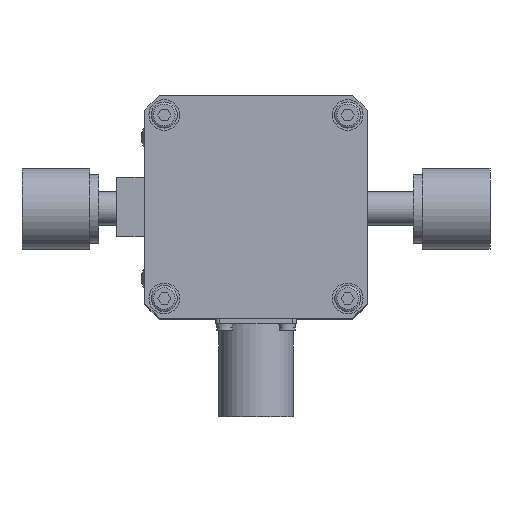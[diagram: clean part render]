
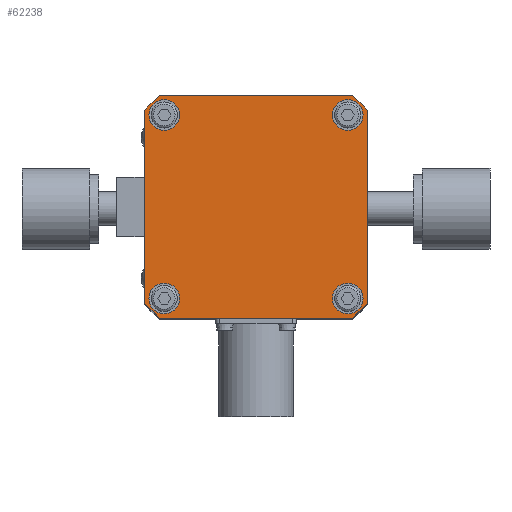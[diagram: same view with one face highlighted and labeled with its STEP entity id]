
A CAD part, top view. The second image highlights one B-rep face of the part: STEP entity #62238.
In plain terms, the highlighted planar face has unit normal (0, 0, 1).
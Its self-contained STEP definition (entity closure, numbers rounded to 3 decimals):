
#61848=CARTESIAN_POINT('',(28.825,-24.7,305.003));
#61849=VERTEX_POINT('',#61848);
#61856=CARTESIAN_POINT('',(24.7,-24.7,305.003));
#61857=DIRECTION('',(0.,0.,-1.));
#61858=DIRECTION('',(1.,0.,0.));
#61859=AXIS2_PLACEMENT_3D('',#61856,#61857,#61858);
#61860=CIRCLE('',#61859,4.125);
#61861=EDGE_CURVE('',#61849,#61849,#61860,.T.);
#61918=CARTESIAN_POINT('',(28.825,24.7,305.003));
#61919=VERTEX_POINT('',#61918);
#61926=CARTESIAN_POINT('',(24.7,24.7,305.003));
#61927=DIRECTION('',(0.,0.,-1.));
#61928=DIRECTION('',(1.,0.,0.));
#61929=AXIS2_PLACEMENT_3D('',#61926,#61927,#61928);
#61930=CIRCLE('',#61929,4.125);
#61931=EDGE_CURVE('',#61919,#61919,#61930,.T.);
#61988=CARTESIAN_POINT('',(-20.575,24.7,305.003));
#61989=VERTEX_POINT('',#61988);
#61996=CARTESIAN_POINT('',(-24.7,24.7,305.003));
#61997=DIRECTION('',(0.,0.,-1.));
#61998=DIRECTION('',(1.,0.,0.));
#61999=AXIS2_PLACEMENT_3D('',#61996,#61997,#61998);
#62000=CIRCLE('',#61999,4.125);
#62001=EDGE_CURVE('',#61989,#61989,#62000,.T.);
#62058=CARTESIAN_POINT('',(-20.575,-24.7,305.003));
#62059=VERTEX_POINT('',#62058);
#62066=CARTESIAN_POINT('',(-24.7,-24.7,305.003));
#62067=DIRECTION('',(0.,0.,-1.));
#62068=DIRECTION('',(1.,0.,0.));
#62069=AXIS2_PLACEMENT_3D('',#62066,#62067,#62068);
#62070=CIRCLE('',#62069,4.125);
#62071=EDGE_CURVE('',#62059,#62059,#62070,.T.);
#62100=CARTESIAN_POINT('',(-26.,30.,305.003));
#62101=VERTEX_POINT('',#62100);
#62108=CARTESIAN_POINT('',(26.,30.,305.003));
#62109=VERTEX_POINT('',#62108);
#62110=CARTESIAN_POINT('',(14.,30.,305.003));
#62111=DIRECTION('',(1.,0.,0.));
#62112=VECTOR('',#62111,1.);
#62113=LINE('',#62110,#62112);
#62114=EDGE_CURVE('',#62101,#62109,#62113,.T.);
#62131=CARTESIAN_POINT('',(-30.,26.,305.003));
#62132=VERTEX_POINT('',#62131);
#62139=CARTESIAN_POINT('',(-28.,28.,305.003));
#62140=DIRECTION('',(0.707,0.707,0.));
#62141=VECTOR('',#62140,1.);
#62142=LINE('',#62139,#62141);
#62143=EDGE_CURVE('',#62132,#62101,#62142,.T.);
#62155=CARTESIAN_POINT('',(-30.,-26.,305.003));
#62156=VERTEX_POINT('',#62155);
#62163=CARTESIAN_POINT('',(-30.,-14.,305.003));
#62164=DIRECTION('',(0.,1.,0.));
#62165=VECTOR('',#62164,1.);
#62166=LINE('',#62163,#62165);
#62167=EDGE_CURVE('',#62156,#62132,#62166,.T.);
#62178=CARTESIAN_POINT('',(26.,-30.,305.003));
#62179=VERTEX_POINT('',#62178);
#62180=CARTESIAN_POINT('',(-26.,-30.,305.003));
#62181=VERTEX_POINT('',#62180);
#62182=CARTESIAN_POINT('',(14.,-30.,305.003));
#62183=DIRECTION('',(-1.,0.,0.));
#62184=VECTOR('',#62183,1.);
#62185=LINE('',#62182,#62184);
#62186=EDGE_CURVE('',#62179,#62181,#62185,.T.);
#62187=ORIENTED_EDGE('',*,*,#62186,.F.);
#62188=CARTESIAN_POINT('',(30.,-26.,305.003));
#62189=VERTEX_POINT('',#62188);
#62190=CARTESIAN_POINT('',(28.,-28.,305.003));
#62191=DIRECTION('',(-0.707,-0.707,0.));
#62192=VECTOR('',#62191,1.);
#62193=LINE('',#62190,#62192);
#62194=EDGE_CURVE('',#62189,#62179,#62193,.T.);
#62195=ORIENTED_EDGE('',*,*,#62194,.F.);
#62196=CARTESIAN_POINT('',(30.,26.,305.003));
#62197=VERTEX_POINT('',#62196);
#62198=CARTESIAN_POINT('',(30.,-14.,305.003));
#62199=DIRECTION('',(0.,-1.,0.));
#62200=VECTOR('',#62199,1.);
#62201=LINE('',#62198,#62200);
#62202=EDGE_CURVE('',#62197,#62189,#62201,.T.);
#62203=ORIENTED_EDGE('',*,*,#62202,.F.);
#62204=CARTESIAN_POINT('',(42.,14.,305.003));
#62205=DIRECTION('',(0.707,-0.707,0.));
#62206=VECTOR('',#62205,1.);
#62207=LINE('',#62204,#62206);
#62208=EDGE_CURVE('',#62109,#62197,#62207,.T.);
#62209=ORIENTED_EDGE('',*,*,#62208,.F.);
#62210=ORIENTED_EDGE('',*,*,#62114,.F.);
#62211=ORIENTED_EDGE('',*,*,#62143,.F.);
#62212=ORIENTED_EDGE('',*,*,#62167,.F.);
#62213=CARTESIAN_POINT('',(-14.,-42.,305.003));
#62214=DIRECTION('',(-0.707,0.707,0.));
#62215=VECTOR('',#62214,1.);
#62216=LINE('',#62213,#62215);
#62217=EDGE_CURVE('',#62181,#62156,#62216,.T.);
#62218=ORIENTED_EDGE('',*,*,#62217,.F.);
#62219=EDGE_LOOP('',(#62187,#62195,#62203,#62209,#62210,#62211,#62212,#62218));
#62220=FACE_OUTER_BOUND('',#62219,.T.);
#62221=ORIENTED_EDGE('',*,*,#61861,.T.);
#62222=EDGE_LOOP('',(#62221));
#62223=FACE_BOUND('',#62222,.T.);
#62224=ORIENTED_EDGE('',*,*,#61931,.T.);
#62225=EDGE_LOOP('',(#62224));
#62226=FACE_BOUND('',#62225,.T.);
#62227=ORIENTED_EDGE('',*,*,#62001,.T.);
#62228=EDGE_LOOP('',(#62227));
#62229=FACE_BOUND('',#62228,.T.);
#62230=ORIENTED_EDGE('',*,*,#62071,.T.);
#62231=EDGE_LOOP('',(#62230));
#62232=FACE_BOUND('',#62231,.T.);
#62233=CARTESIAN_POINT('',(28.,-28.,305.003));
#62234=DIRECTION('',(0.,0.,-1.));
#62235=DIRECTION('',(1.,0.,0.));
#62236=AXIS2_PLACEMENT_3D('',#62233,#62234,#62235);
#62237=PLANE('',#62236);
#62238=ADVANCED_FACE('',(#62220,#62223,#62226,#62229,#62232),#62237,.F.);
